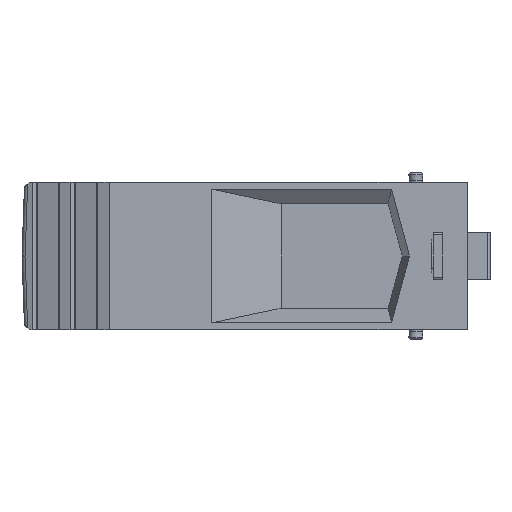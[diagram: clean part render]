
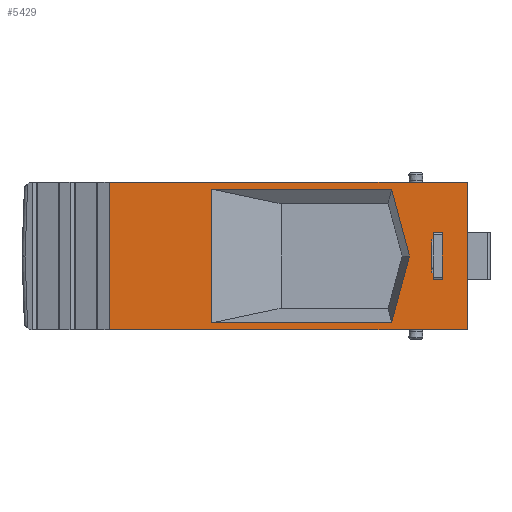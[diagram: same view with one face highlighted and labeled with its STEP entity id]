
A CAD part, left-side view. The second image highlights one B-rep face of the part: STEP entity #5429.
In plain terms, the highlighted planar face has unit normal (-1, 0, 0).
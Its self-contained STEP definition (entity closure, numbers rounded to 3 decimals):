
#1357=DIRECTION('',(0.,0.,1.));
#1358=VECTOR('',#1357,31.);
#1359=CARTESIAN_POINT('',(-44.5,-5.2,-34.5));
#1360=LINE('',#1359,#1358);
#1483=DIRECTION('',(0.,-1.,0.));
#1484=VECTOR('',#1483,75.341);
#1485=CARTESIAN_POINT('',(-44.5,70.141,-3.5));
#1486=LINE('',#1485,#1484);
#1490=DIRECTION('',(0.,1.,0.));
#1491=VECTOR('',#1490,75.341);
#1492=CARTESIAN_POINT('',(-44.5,-5.2,-34.5));
#1493=LINE('',#1492,#1491);
#1497=DIRECTION('',(0.,0.,1.));
#1498=VECTOR('',#1497,31.);
#1499=CARTESIAN_POINT('',(-44.5,70.141,-34.5));
#1500=LINE('',#1499,#1498);
#1504=DIRECTION('',(0.,-0.259,0.966));
#1505=VECTOR('',#1504,14.591);
#1506=CARTESIAN_POINT('',(-44.5,10.725,-33.094));
#1507=LINE('',#1506,#1505);
#1511=DIRECTION('',(0.,0.259,0.966));
#1512=VECTOR('',#1511,14.591);
#1513=CARTESIAN_POINT('',(-44.5,6.948,-19.));
#1514=LINE('',#1513,#1512);
#2626=DIRECTION('',(0.,-1.,0.));
#2627=VECTOR('',#2626,37.998);
#2628=CARTESIAN_POINT('',(-44.5,48.722,-4.906));
#2629=LINE('',#2628,#2627);
#2710=DIRECTION('',(0.,1.,0.));
#2711=VECTOR('',#2710,37.998);
#2712=CARTESIAN_POINT('',(-44.5,10.725,-33.094));
#2713=LINE('',#2712,#2711);
#2724=DIRECTION('',(0.,0.,1.));
#2725=VECTOR('',#2724,28.187);
#2726=CARTESIAN_POINT('',(-44.5,48.722,-33.094));
#2727=LINE('',#2726,#2725);
#4155=CARTESIAN_POINT('',(-44.5,70.141,-34.5));
#4156=VERTEX_POINT('',#4155);
#4157=CARTESIAN_POINT('',(-44.5,-5.2,-34.5));
#4158=VERTEX_POINT('',#4157);
#4220=CARTESIAN_POINT('',(-44.5,-5.2,-3.5));
#4222=VERTEX_POINT('',#4220);
#4223=CARTESIAN_POINT('',(-44.5,70.141,-3.5));
#4224=VERTEX_POINT('',#4223);
#4391=CARTESIAN_POINT('',(-44.5,48.722,-4.906));
#4392=CARTESIAN_POINT('',(-44.5,10.725,-4.906));
#4393=VERTEX_POINT('',#4391);
#4394=VERTEX_POINT('',#4392);
#4395=CARTESIAN_POINT('',(-44.5,48.722,-33.094));
#4396=VERTEX_POINT('',#4395);
#4397=CARTESIAN_POINT('',(-44.5,10.725,-33.094));
#4398=VERTEX_POINT('',#4397);
#4399=CARTESIAN_POINT('',(-44.5,6.948,-19.));
#4400=VERTEX_POINT('',#4399);
#5405=CARTESIAN_POINT('',(-44.5,-1.086,-19.));
#5406=DIRECTION('',(-1.,0.,0.));
#5407=DIRECTION('',(0.,1.,0.));
#5408=AXIS2_PLACEMENT_3D('',#5405,#5406,#5407);
#5409=PLANE('',#5408);
#5410=ORIENTED_EDGE('',*,*,#4933,.T.);
#5411=ORIENTED_EDGE('',*,*,#5133,.F.);
#5412=ORIENTED_EDGE('',*,*,#4825,.T.);
#5414=ORIENTED_EDGE('',*,*,#5413,.T.);
#5415=EDGE_LOOP('',(#5410,#5411,#5412,#5414));
#5416=FACE_OUTER_BOUND('',#5415,.F.);
#5418=ORIENTED_EDGE('',*,*,#5417,.F.);
#5420=ORIENTED_EDGE('',*,*,#5419,.F.);
#5422=ORIENTED_EDGE('',*,*,#5421,.F.);
#5424=ORIENTED_EDGE('',*,*,#5423,.T.);
#5426=ORIENTED_EDGE('',*,*,#5425,.T.);
#5427=EDGE_LOOP('',(#5418,#5420,#5422,#5424,#5426));
#5428=FACE_BOUND('',#5427,.F.);
#4825=EDGE_CURVE('',#4158,#4156,#1493,.T.);
#4933=EDGE_CURVE('',#4224,#4222,#1486,.T.);
#5133=EDGE_CURVE('',#4158,#4222,#1360,.T.);
#5413=EDGE_CURVE('',#4156,#4224,#1500,.T.);
#5417=EDGE_CURVE('',#4393,#4394,#2629,.T.);
#5419=EDGE_CURVE('',#4396,#4393,#2727,.T.);
#5421=EDGE_CURVE('',#4398,#4396,#2713,.T.);
#5423=EDGE_CURVE('',#4398,#4400,#1507,.T.);
#5425=EDGE_CURVE('',#4400,#4394,#1514,.T.);
#5429=ADVANCED_FACE('',(#5416,#5428),#5409,.T.);
